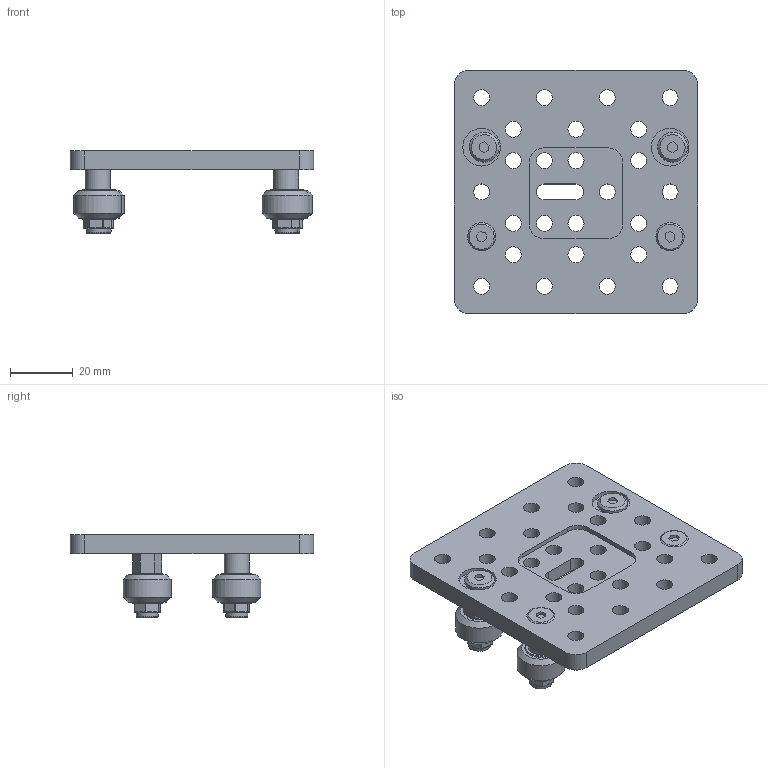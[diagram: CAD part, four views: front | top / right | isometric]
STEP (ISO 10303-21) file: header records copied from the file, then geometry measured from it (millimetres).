
FILE_DESCRIPTION(/* description */ (''),/* implementation_level */ '2;1');
FILE_NAME(/* name */ 'gantry assembly.stp',/* time_stamp */ '2015-07-25T12:03:45-07:00',/* author */ (''),/* organization */ (''),/* preprocessor_version */ 'ST-DEVELOPER v16.1',/* originating_system */ 'Autodesk Translation Framework v4.1.0.1560',/* authorisation */ '');
FILE_SCHEMA (('AUTOMOTIVE_DESIGN { 1 0 10303 214 3 1 1 }'));
Length unit declared in the file: centimetre
Products named in the file (10): .25 Inch Aluminum Spacer; cb gantry plate; Steel Eccentric Spacer; Delrin Micro V-Wheel; Micro V Precision Shim; Mini Ball Bearing; MINI WHEEL ASSEM; Nylon Insert Hex Locknut 5mm; 5mm Low Profile Socket Head Screw - Multiple Lengths; gantry assem v1
Assembly tree (21 placements, depth 3):
  gantry assem v1
    cb gantry plate
    Steel Eccentric Spacer  x2
    .25 Inch Aluminum Spacer  x2
    5mm Low Profile Socket Head Screw - Multiple Lengths  x4
    Nylon Insert Hex Locknut 5mm  x4
    MINI WHEEL ASSEM  x4
      Delrin Micro V-Wheel
      Micro V Precision Shim
      Mini Ball Bearing
Bounding box: 77.51 x 77.52 x 26.75 mm (x, y, z)
Volume: 39144.3 mm3; surface area: 27005.3 mm2
Topology: 33 solids, 33 shells, 618 faces, 1279 edges, 740 vertices
Faces by surface type: cylinder 241, plane 225, cone 60, sphere 48, bspline 32, torus 12
Full cylindrical faces by diameter (mm): 2 x2, 5 x22, 5.1 x27, 5.3 x2, 6 x24, 7.14 x2, 7.2 x2, 8 x14, 8.64 x4, 9 x2, 9.5 x4, 9.74 x8, 10 x8, 12 x2, 15.23 x4
Entity records: 9513 total; most frequent: CARTESIAN_POINT 5029, DIRECTION 960, ORIENTED_EDGE 692, AXIS2_PLACEMENT_3D 416, EDGE_LOOP 351, EDGE_CURVE 346, VERTEX_POINT 255, CIRCLE 200
